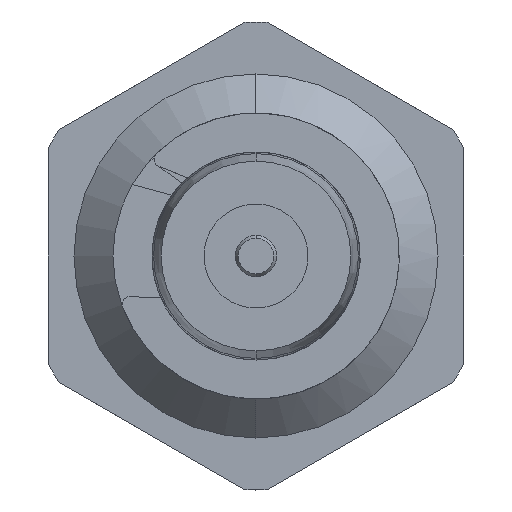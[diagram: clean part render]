
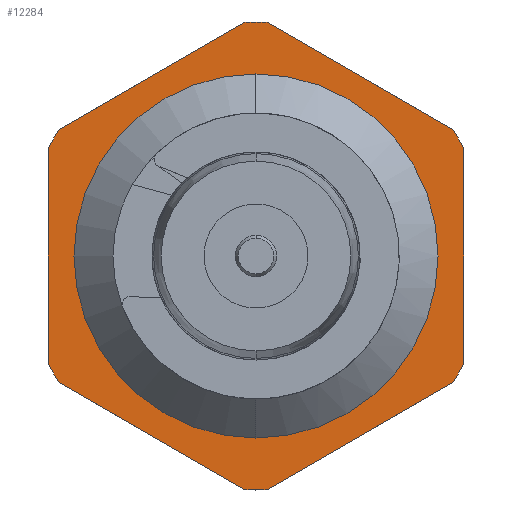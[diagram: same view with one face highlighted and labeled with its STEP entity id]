
A CAD part, front view. The second image highlights one B-rep face of the part: STEP entity #12284.
In plain terms, the highlighted planar face has unit normal (0, -1, 0).
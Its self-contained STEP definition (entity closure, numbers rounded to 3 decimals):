
#162 = CARTESIAN_POINT ( 'NONE',  ( 8., -4., -4.123 ) ) ;
#733 = CIRCLE ( 'NONE', #33285, 9. ) ;
#785 = CARTESIAN_POINT ( 'NONE',  ( -7.571, -4., 4.867 ) ) ;
#817 = DIRECTION ( 'NONE',  ( 0., 1., 0. ) ) ;
#846 = CARTESIAN_POINT ( 'NONE',  ( 0., -4., 0. ) ) ;
#952 = EDGE_CURVE ( 'NONE', #1981, #42285, #32769, .T. ) ;
#1217 = DIRECTION ( 'NONE',  ( 0., 0., 1. ) ) ;
#1981 = VERTEX_POINT ( 'NONE', #162 ) ;
#2178 = CARTESIAN_POINT ( 'NONE',  ( 0., -4., 0. ) ) ;
#2676 = CIRCLE ( 'NONE', #28549, 9. ) ;
#3010 = VECTOR ( 'NONE', #43572, 1000. ) ;
#3138 = ORIENTED_EDGE ( 'NONE', *, *, #11782, .F. ) ;
#3195 = DIRECTION ( 'NONE',  ( 0., 0., 1. ) ) ;
#3727 = CARTESIAN_POINT ( 'NONE',  ( 8., -4., 4.123 ) ) ;
#3808 = AXIS2_PLACEMENT_3D ( 'NONE', #44217, #26390, #3195 ) ;
#4831 = EDGE_CURVE ( 'NONE', #39404, #30539, #26540, .T. ) ;
#4854 = CIRCLE ( 'NONE', #29990, 9. ) ;
#5664 = VECTOR ( 'NONE', #17649, 1000. ) ;
#5706 = CARTESIAN_POINT ( 'NONE',  ( 1.25, -4., -9.959 ) ) ;
#5983 = ORIENTED_EDGE ( 'NONE', *, *, #4831, .T. ) ;
#6134 = CARTESIAN_POINT ( 'NONE',  ( -0.429, -4., 8.99 ) ) ;
#6228 = DIRECTION ( 'NONE',  ( 0., 0., 1. ) ) ;
#6760 = EDGE_CURVE ( 'NONE', #22723, #32047, #35057, .T. ) ;
#6896 = DIRECTION ( 'NONE',  ( 0., 0., 1. ) ) ;
#7008 = VERTEX_POINT ( 'NONE', #33532 ) ;
#7120 = LINE ( 'NONE', #32326, #18660 ) ;
#7318 = PLANE ( 'NONE',  #18203 ) ;
#7430 = CARTESIAN_POINT ( 'NONE',  ( 0.429, -4., -8.99 ) ) ;
#7503 = CARTESIAN_POINT ( 'NONE',  ( 0., -4., 0. ) ) ;
#7599 = ORIENTED_EDGE ( 'NONE', *, *, #26866, .F. ) ;
#8068 = CARTESIAN_POINT ( 'NONE',  ( 0.429, -4., 8.99 ) ) ;
#8749 = ORIENTED_EDGE ( 'NONE', *, *, #34620, .F. ) ;
#9694 = CARTESIAN_POINT ( 'NONE',  ( 0., -4., 0. ) ) ;
#10058 = CARTESIAN_POINT ( 'NONE',  ( 9.25, -4., 3.897 ) ) ;
#10869 = ORIENTED_EDGE ( 'NONE', *, *, #26438, .T. ) ;
#11195 = LINE ( 'NONE', #11861, #3010 ) ;
#11275 = DIRECTION ( 'NONE',  ( 0., 1., 0. ) ) ;
#11371 = CARTESIAN_POINT ( 'NONE',  ( 0., -4., 0. ) ) ;
#11662 = CIRCLE ( 'NONE', #30859, 9. ) ;
#11685 = LINE ( 'NONE', #10058, #18508 ) ;
#11782 = EDGE_CURVE ( 'NONE', #22723, #21347, #4854, .T. ) ;
#11861 = CARTESIAN_POINT ( 'NONE',  ( 1.25, -4., 9.959 ) ) ;
#12284 = ADVANCED_FACE ( 'Defeature ausgef�hrt1_1773', ( #23996, #20516 ), #7318, .F. ) ;
#12523 = EDGE_CURVE ( 'NONE', #20900, #26293, #2676, .T. ) ;
#13566 = CARTESIAN_POINT ( 'NONE',  ( -0.429, -4., -8.99 ) ) ;
#13859 = ORIENTED_EDGE ( 'NONE', *, *, #29015, .T. ) ;
#14059 = EDGE_CURVE ( 'NONE', #26293, #36699, #21473, .T. ) ;
#14414 = CARTESIAN_POINT ( 'NONE',  ( 0., -4., -6.3 ) ) ;
#14848 = LINE ( 'NONE', #43110, #5664 ) ;
#15041 = CARTESIAN_POINT ( 'NONE',  ( 0., -4., 0. ) ) ;
#15464 = ORIENTED_EDGE ( 'NONE', *, *, #18593, .F. ) ;
#15566 = EDGE_CURVE ( 'NONE', #29276, #36699, #11685, .T. ) ;
#15608 = DIRECTION ( 'NONE',  ( 0., 1., 0. ) ) ;
#16249 = DIRECTION ( 'NONE',  ( 0., 0., 1. ) ) ;
#16300 = DIRECTION ( 'NONE',  ( 0., 0., 1. ) ) ;
#16886 = CARTESIAN_POINT ( 'NONE',  ( 7.571, -4., -4.867 ) ) ;
#16996 = DIRECTION ( 'NONE',  ( -0.866, 0., 0.5 ) ) ;
#17260 = AXIS2_PLACEMENT_3D ( 'NONE', #42011, #23480, #41085 ) ;
#17649 = DIRECTION ( 'NONE',  ( 0., 0., 1. ) ) ;
#18069 = DIRECTION ( 'NONE',  ( 0., 0., 1. ) ) ;
#18203 = AXIS2_PLACEMENT_3D ( 'NONE', #39034, #817, #25373 ) ;
#18508 = VECTOR ( 'NONE', #16996, 1000. ) ;
#18593 = EDGE_CURVE ( 'NONE', #29276, #32172, #733, .T. ) ;
#18660 = VECTOR ( 'NONE', #21236, 1000. ) ;
#18985 = DIRECTION ( 'NONE',  ( 0., 0., 1. ) ) ;
#19913 = ORIENTED_EDGE ( 'NONE', *, *, #952, .F. ) ;
#20240 = CARTESIAN_POINT ( 'NONE',  ( 0., -4., 9. ) ) ;
#20486 = CARTESIAN_POINT ( 'NONE',  ( 7.571, -4., 4.867 ) ) ;
#20516 = FACE_BOUND ( 'NONE', #21960, .T. ) ;
#20900 = VERTEX_POINT ( 'NONE', #6134 ) ;
#20911 = DIRECTION ( 'NONE',  ( 0., 0., -1. ) ) ;
#21043 = DIRECTION ( 'NONE',  ( 0., 1., 0. ) ) ;
#21236 = DIRECTION ( 'NONE',  ( 0.866, 0., 0.5 ) ) ;
#21347 = VERTEX_POINT ( 'NONE', #785 ) ;
#21349 = ORIENTED_EDGE ( 'NONE', *, *, #14059, .F. ) ;
#21473 = CIRCLE ( 'NONE', #35541, 9. ) ;
#21960 = EDGE_LOOP ( 'NONE', ( #5983, #41616 ) ) ;
#22350 = ORIENTED_EDGE ( 'NONE', *, *, #38327, .T. ) ;
#22723 = VERTEX_POINT ( 'NONE', #38568 ) ;
#22983 = AXIS2_PLACEMENT_3D ( 'NONE', #11371, #35708, #18985 ) ;
#23113 = EDGE_LOOP ( 'NONE', ( #10869, #3138, #28396, #7599, #26824, #8749, #13859, #19913, #22350, #15464, #45801, #21349, #25495 ) ) ;
#23480 = DIRECTION ( 'NONE',  ( 0., 1., 0. ) ) ;
#23996 = FACE_OUTER_BOUND ( 'NONE', #23113, .T. ) ;
#25373 = DIRECTION ( 'NONE',  ( 0., 0., 1. ) ) ;
#25495 = ORIENTED_EDGE ( 'NONE', *, *, #12523, .F. ) ;
#25673 = VERTEX_POINT ( 'NONE', #7430 ) ;
#26208 = CARTESIAN_POINT ( 'NONE',  ( 0., -4., 0. ) ) ;
#26293 = VERTEX_POINT ( 'NONE', #20240 ) ;
#26390 = DIRECTION ( 'NONE',  ( 0., 1., 0. ) ) ;
#26438 = EDGE_CURVE ( 'NONE', #20900, #21347, #11195, .T. ) ;
#26540 = CIRCLE ( 'NONE', #36899, 6.3 ) ;
#26824 = ORIENTED_EDGE ( 'NONE', *, *, #40607, .T. ) ;
#26866 = EDGE_CURVE ( 'NONE', #7008, #32047, #35588, .T. ) ;
#26900 = DIRECTION ( 'NONE',  ( 0., 1., 0. ) ) ;
#27842 = CARTESIAN_POINT ( 'NONE',  ( -8., -4., 0. ) ) ;
#28396 = ORIENTED_EDGE ( 'NONE', *, *, #6760, .T. ) ;
#28549 = AXIS2_PLACEMENT_3D ( 'NONE', #2178, #15608, #16300 ) ;
#28558 = DIRECTION ( 'NONE',  ( 0., 1., 0. ) ) ;
#28852 = EDGE_CURVE ( 'NONE', #30539, #39404, #31883, .T. ) ;
#29015 = EDGE_CURVE ( 'NONE', #25673, #42285, #7120, .T. ) ;
#29161 = DIRECTION ( 'NONE',  ( 0., 1., 0. ) ) ;
#29276 = VERTEX_POINT ( 'NONE', #20486 ) ;
#29990 = AXIS2_PLACEMENT_3D ( 'NONE', #9694, #21043, #6228 ) ;
#30539 = VERTEX_POINT ( 'NONE', #14414 ) ;
#30696 = DIRECTION ( 'NONE',  ( 0.866, 0., -0.5 ) ) ;
#30859 = AXIS2_PLACEMENT_3D ( 'NONE', #7503, #28558, #1217 ) ;
#31883 = CIRCLE ( 'NONE', #3808, 6.3 ) ;
#32047 = VERTEX_POINT ( 'NONE', #37541 ) ;
#32172 = VERTEX_POINT ( 'NONE', #3727 ) ;
#32326 = CARTESIAN_POINT ( 'NONE',  ( 9.25, -4., -3.897 ) ) ;
#32769 = CIRCLE ( 'NONE', #17260, 9. ) ;
#33285 = AXIS2_PLACEMENT_3D ( 'NONE', #15041, #29161, #18069 ) ;
#33532 = CARTESIAN_POINT ( 'NONE',  ( -7.571, -4., -4.867 ) ) ;
#34620 = EDGE_CURVE ( 'NONE', #25673, #39052, #11662, .T. ) ;
#34816 = CARTESIAN_POINT ( 'NONE',  ( 0., -4., 6.3 ) ) ;
#35057 = LINE ( 'NONE', #27842, #38620 ) ;
#35541 = AXIS2_PLACEMENT_3D ( 'NONE', #26208, #26900, #16249 ) ;
#35588 = CIRCLE ( 'NONE', #22983, 9. ) ;
#35708 = DIRECTION ( 'NONE',  ( 0., 1., 0. ) ) ;
#36699 = VERTEX_POINT ( 'NONE', #8068 ) ;
#36899 = AXIS2_PLACEMENT_3D ( 'NONE', #846, #11275, #6896 ) ;
#37541 = CARTESIAN_POINT ( 'NONE',  ( -8., -4., -4.123 ) ) ;
#38327 = EDGE_CURVE ( 'NONE', #1981, #32172, #14848, .T. ) ;
#38568 = CARTESIAN_POINT ( 'NONE',  ( -8., -4., 4.123 ) ) ;
#38620 = VECTOR ( 'NONE', #20911, 1000. ) ;
#39034 = CARTESIAN_POINT ( 'NONE',  ( 7., -4., 0. ) ) ;
#39052 = VERTEX_POINT ( 'NONE', #13566 ) ;
#39404 = VERTEX_POINT ( 'NONE', #34816 ) ;
#40607 = EDGE_CURVE ( 'NONE', #7008, #39052, #44824, .T. ) ;
#40974 = VECTOR ( 'NONE', #30696, 1000. ) ;
#41085 = DIRECTION ( 'NONE',  ( 0., 0., 1. ) ) ;
#41616 = ORIENTED_EDGE ( 'NONE', *, *, #28852, .T. ) ;
#42011 = CARTESIAN_POINT ( 'NONE',  ( 0., -4., 0. ) ) ;
#42285 = VERTEX_POINT ( 'NONE', #16886 ) ;
#43110 = CARTESIAN_POINT ( 'NONE',  ( 8., -4., 0. ) ) ;
#43572 = DIRECTION ( 'NONE',  ( -0.866, 0., -0.5 ) ) ;
#44217 = CARTESIAN_POINT ( 'NONE',  ( 0., -4., 0. ) ) ;
#44824 = LINE ( 'NONE', #5706, #40974 ) ;
#45801 = ORIENTED_EDGE ( 'NONE', *, *, #15566, .T. ) ;
